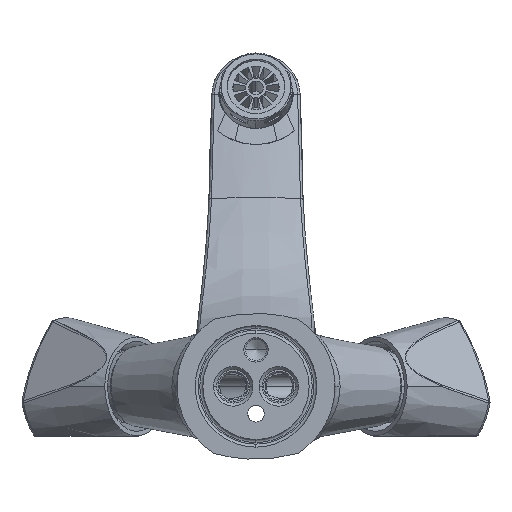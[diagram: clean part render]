
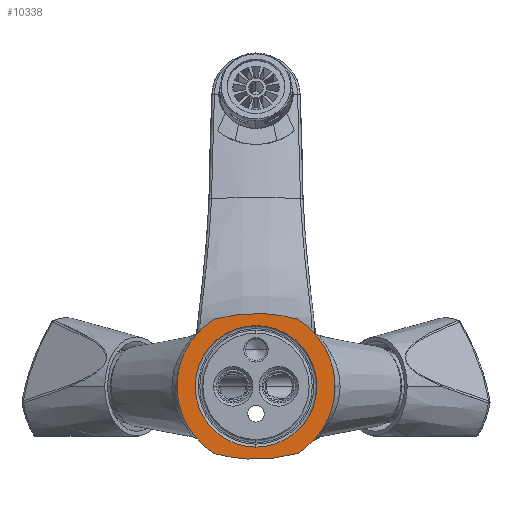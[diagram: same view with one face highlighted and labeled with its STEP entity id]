
A CAD part, front view. The second image highlights one B-rep face of the part: STEP entity #10338.
In plain terms, the highlighted planar face has unit normal (0, -1, 0).
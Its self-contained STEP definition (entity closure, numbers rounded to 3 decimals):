
#21=CARTESIAN_POINT('',(-13.865,0.,
-21.995));
#22=CARTESIAN_POINT('',(-14.751,0.,
-21.436));
#23=CARTESIAN_POINT('',(-16.497,0.,
-20.182));
#24=CARTESIAN_POINT('',(-18.883,0.,
-17.974));
#25=CARTESIAN_POINT('',(-21.004,0.,
-15.442));
#26=CARTESIAN_POINT('',(-22.788,0.,
-12.662));
#27=CARTESIAN_POINT('',(-24.207,0.,
-9.679));
#28=CARTESIAN_POINT('',(-25.236,0.,
-6.54));
#29=CARTESIAN_POINT('',(-25.86,0.,
-3.296));
#30=CARTESIAN_POINT('',(-26.07,0.,
0.));
#31=CARTESIAN_POINT('',(-25.86,0.,
3.296));
#32=CARTESIAN_POINT('',(-25.236,0.,6.54));
#33=CARTESIAN_POINT('',(-24.207,0.,
9.679));
#34=CARTESIAN_POINT('',(-22.788,0.,12.662));
#35=CARTESIAN_POINT('',(-21.004,0.,
15.442));
#36=CARTESIAN_POINT('',(-18.883,0.,17.974));
#37=CARTESIAN_POINT('',(-16.497,0.,
20.182));
#38=CARTESIAN_POINT('',(-14.751,0.,21.436));
#39=CARTESIAN_POINT('',(-13.865,0.,21.995));
#41=CARTESIAN_POINT('',(-13.865,0.,21.995));
#42=CARTESIAN_POINT('',(-13.836,0.,22.013));
#43=CARTESIAN_POINT('',(-13.777,0.,
22.046));
#44=CARTESIAN_POINT('',(-13.683,0.,
22.088));
#45=CARTESIAN_POINT('',(-13.619,0.,22.109));
#46=CARTESIAN_POINT('',(-13.587,0.,22.119));
#48=CARTESIAN_POINT('',(-13.587,0.,22.119));
#49=CARTESIAN_POINT('',(-12.52,0.,22.42));
#50=CARTESIAN_POINT('',(-10.317,0.,
22.963));
#51=CARTESIAN_POINT('',(-6.939,0.,23.557));
#52=CARTESIAN_POINT('',(-3.478,0.,
23.919));
#53=CARTESIAN_POINT('',(0.,0.,24.04));
#54=CARTESIAN_POINT('',(3.478,0.,23.919));
#55=CARTESIAN_POINT('',(6.939,0.,23.557));
#56=CARTESIAN_POINT('',(10.317,0.,22.963));
#57=CARTESIAN_POINT('',(12.52,0.,22.42));
#58=CARTESIAN_POINT('',(13.587,0.,22.119));
#60=CARTESIAN_POINT('',(13.587,0.,22.119));
#61=CARTESIAN_POINT('',(13.619,0.,22.109));
#62=CARTESIAN_POINT('',(13.683,0.,22.088));
#63=CARTESIAN_POINT('',(13.777,0.,22.046));
#64=CARTESIAN_POINT('',(13.836,0.,22.013));
#65=CARTESIAN_POINT('',(13.865,0.,21.995));
#67=CARTESIAN_POINT('',(13.865,0.,21.995));
#68=CARTESIAN_POINT('',(14.751,0.,21.436));
#69=CARTESIAN_POINT('',(16.497,0.,20.182));
#70=CARTESIAN_POINT('',(18.883,0.,17.974));
#71=CARTESIAN_POINT('',(21.004,0.,15.442));
#72=CARTESIAN_POINT('',(22.788,0.,12.662));
#73=CARTESIAN_POINT('',(24.207,0.,9.679));
#74=CARTESIAN_POINT('',(25.236,0.,6.54));
#75=CARTESIAN_POINT('',(25.86,0.,3.296));
#76=CARTESIAN_POINT('',(26.07,0.,
0.));
#77=CARTESIAN_POINT('',(25.86,0.,
-3.296));
#78=CARTESIAN_POINT('',(25.236,0.,-6.54));
#79=CARTESIAN_POINT('',(24.207,0.,
-9.679));
#80=CARTESIAN_POINT('',(22.788,0.,-12.662));
#81=CARTESIAN_POINT('',(21.004,0.,
-15.442));
#82=CARTESIAN_POINT('',(18.883,0.,-17.974));
#83=CARTESIAN_POINT('',(16.497,0.,
-20.182));
#84=CARTESIAN_POINT('',(14.751,0.,-21.436));
#85=CARTESIAN_POINT('',(13.865,0.,-21.995));
#87=CARTESIAN_POINT('',(13.865,0.,-21.995));
#88=CARTESIAN_POINT('',(13.836,0.,-22.013));
#89=CARTESIAN_POINT('',(13.777,0.,
-22.046));
#90=CARTESIAN_POINT('',(13.683,0.,
-22.088));
#91=CARTESIAN_POINT('',(13.619,0.,-22.109));
#92=CARTESIAN_POINT('',(13.587,0.,-22.119));
#94=CARTESIAN_POINT('',(13.587,0.,-22.119));
#95=CARTESIAN_POINT('',(12.52,0.,-22.42));
#96=CARTESIAN_POINT('',(10.317,0.,
-22.963));
#97=CARTESIAN_POINT('',(6.939,0.,-23.557));
#98=CARTESIAN_POINT('',(3.478,0.,
-23.919));
#99=CARTESIAN_POINT('',(0.,0.,
-24.04));
#100=CARTESIAN_POINT('',(-3.478,0.,
-23.919));
#101=CARTESIAN_POINT('',(-6.939,0.,
-23.557));
#102=CARTESIAN_POINT('',(-10.317,0.,
-22.963));
#103=CARTESIAN_POINT('',(-12.52,0.,
-22.42));
#104=CARTESIAN_POINT('',(-13.587,0.,
-22.119));
#106=CARTESIAN_POINT('',(-13.587,0.,
-22.119));
#107=CARTESIAN_POINT('',(-13.619,0.,
-22.109));
#108=CARTESIAN_POINT('',(-13.683,0.,
-22.088));
#109=CARTESIAN_POINT('',(-13.777,0.,
-22.046));
#110=CARTESIAN_POINT('',(-13.836,0.,
-22.013));
#111=CARTESIAN_POINT('',(-13.865,0.,
-21.995));
#113=CARTESIAN_POINT('',(0.,0.,0.));
#114=DIRECTION('',(0.,1.,0.));
#115=DIRECTION('',(0.,0.,-1.));
#116=AXIS2_PLACEMENT_3D('',#113,#114,#115);
#118=CARTESIAN_POINT('',(0.,0.,0.));
#119=DIRECTION('',(0.,1.,0.));
#120=DIRECTION('',(0.,0.,1.));
#121=AXIS2_PLACEMENT_3D('',#118,#119,#120);
#2481=CARTESIAN_POINT('',(-13.587,0.,
22.119));
#8056=CARTESIAN_POINT('',(13.587,0.,
-22.119));
#9066=VERTEX_POINT('',#21);
#9067=VERTEX_POINT('',#39);
#9068=VERTEX_POINT('',#67);
#9069=VERTEX_POINT('',#85);
#9112=VERTEX_POINT('',#8056);
#9119=VERTEX_POINT('',#106);
#9121=VERTEX_POINT('',#60);
#9128=VERTEX_POINT('',#2481);
#9357=CARTESIAN_POINT('',(0.,0.,-20.));
#9358=CARTESIAN_POINT('',(0.,0.,20.));
#9359=VERTEX_POINT('',#9357);
#9360=VERTEX_POINT('',#9358);
#10309=CARTESIAN_POINT('',(0.,0.,0.));
#10310=DIRECTION('',(0.,1.,0.));
#10311=DIRECTION('',(0.,0.,1.));
#10312=AXIS2_PLACEMENT_3D('',#10309,#10310,#10311);
#10313=PLANE('',#10312);
#10315=ORIENTED_EDGE('',*,*,#10314,.T.);
#10317=ORIENTED_EDGE('',*,*,#10316,.T.);
#10319=ORIENTED_EDGE('',*,*,#10318,.T.);
#10321=ORIENTED_EDGE('',*,*,#10320,.T.);
#10323=ORIENTED_EDGE('',*,*,#10322,.T.);
#10325=ORIENTED_EDGE('',*,*,#10324,.T.);
#10327=ORIENTED_EDGE('',*,*,#10326,.T.);
#10329=ORIENTED_EDGE('',*,*,#10328,.T.);
#10330=EDGE_LOOP('',(#10315,#10317,#10319,#10321,#10323,#10325,#10327,#10329));
#10331=FACE_OUTER_BOUND('',#10330,.F.);
#10333=ORIENTED_EDGE('',*,*,#10332,.F.);
#10335=ORIENTED_EDGE('',*,*,#10334,.F.);
#10336=EDGE_LOOP('',(#10333,#10335));
#10337=FACE_BOUND('',#10336,.F.);
#10338=ADVANCED_FACE('',(#10331,#10337),#10313,.F.);
#40=B_SPLINE_CURVE_WITH_KNOTS('',3,(#21,#22,#23,#24,#25,#26,#27,#28,#29,#30,#31,
#32,#33,#34,#35,#36,#37,#38,#39),.UNSPECIFIED.,.F.,.F.,(4,1,1,1,1,1,1,1,1,1,1,1,
1,1,1,1,4),(0.,0.06,0.123,0.186,
0.249,0.311,0.374,0.437,
0.5,0.563,0.626,0.689,
0.751,0.814,0.877,0.94,1.),
.UNSPECIFIED.);
#47=B_SPLINE_CURVE_WITH_KNOTS('',3,(#41,#42,#43,#44,#45,#46),.UNSPECIFIED.,.F.,
.F.,(4,1,1,4),(0.,0.333,0.667,1.),.UNSPECIFIED.);
#59=B_SPLINE_CURVE_WITH_KNOTS('',3,(#48,#49,#50,#51,#52,#53,#54,#55,#56,#57,
#58),.UNSPECIFIED.,.F.,.F.,(4,1,1,1,1,1,1,1,4),(0.,0.121,
0.247,0.374,0.5,0.626,
0.753,0.879,1.),.UNSPECIFIED.);
#66=B_SPLINE_CURVE_WITH_KNOTS('',3,(#60,#61,#62,#63,#64,#65),.UNSPECIFIED.,.F.,
.F.,(4,1,1,4),(0.,0.333,0.667,1.),.UNSPECIFIED.);
#86=B_SPLINE_CURVE_WITH_KNOTS('',3,(#67,#68,#69,#70,#71,#72,#73,#74,#75,#76,#77,
#78,#79,#80,#81,#82,#83,#84,#85),.UNSPECIFIED.,.F.,.F.,(4,1,1,1,1,1,1,1,1,1,1,1,
1,1,1,1,4),(0.,0.06,0.123,0.186,
0.249,0.311,0.374,0.437,
0.5,0.563,0.626,0.689,
0.751,0.814,0.877,0.94,1.),
.UNSPECIFIED.);
#93=B_SPLINE_CURVE_WITH_KNOTS('',3,(#87,#88,#89,#90,#91,#92),.UNSPECIFIED.,.F.,
.F.,(4,1,1,4),(0.,0.333,0.667,1.),.UNSPECIFIED.);
#105=B_SPLINE_CURVE_WITH_KNOTS('',3,(#94,#95,#96,#97,#98,#99,#100,#101,#102,
#103,#104),.UNSPECIFIED.,.F.,.F.,(4,1,1,1,1,1,1,1,4),(0.,0.121,
0.247,0.374,0.5,0.626,
0.753,0.879,1.),.UNSPECIFIED.);
#112=B_SPLINE_CURVE_WITH_KNOTS('',3,(#106,#107,#108,#109,#110,#111),
.UNSPECIFIED.,.F.,.F.,(4,1,1,4),(0.,0.333,0.667,1.),
.UNSPECIFIED.);
#117=CIRCLE('',#116,20.);
#122=CIRCLE('',#121,20.);
#10314=EDGE_CURVE('',#9066,#9067,#40,.T.);
#10316=EDGE_CURVE('',#9067,#9128,#47,.T.);
#10318=EDGE_CURVE('',#9128,#9121,#59,.T.);
#10320=EDGE_CURVE('',#9121,#9068,#66,.T.);
#10322=EDGE_CURVE('',#9068,#9069,#86,.T.);
#10324=EDGE_CURVE('',#9069,#9112,#93,.T.);
#10326=EDGE_CURVE('',#9112,#9119,#105,.T.);
#10328=EDGE_CURVE('',#9119,#9066,#112,.T.);
#10332=EDGE_CURVE('',#9359,#9360,#117,.T.);
#10334=EDGE_CURVE('',#9360,#9359,#122,.T.);
